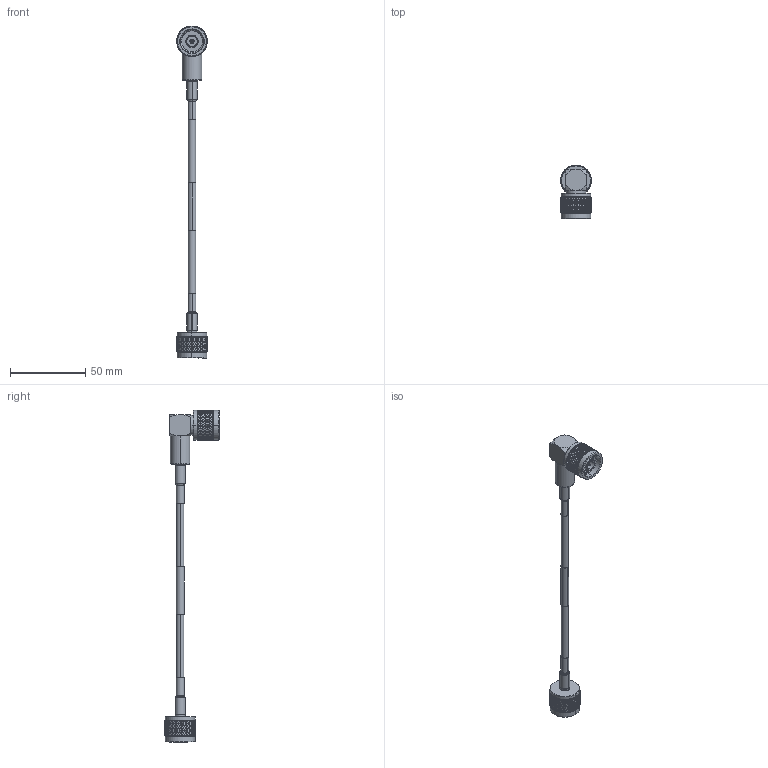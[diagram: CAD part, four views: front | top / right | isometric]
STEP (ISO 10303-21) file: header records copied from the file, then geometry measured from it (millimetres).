
FILE_DESCRIPTION (( 'STEP AP214' ), '1' );
FILE_NAME ('FMC00883_3D.step', '2023-02-06T16:19:58', ( '' ), ( '' ), 'SwSTEP 2.0', 'SolidWorks 2022', '' );
FILE_SCHEMA (( 'AUTOMOTIVE_DESIGN' ));
Length unit declared in the file: inch
Products named in the file (5): Part4^FMC00883; Copy of SC4263^FMC00883_SC 4263 -RG223; Copy of FMCN1384^FMC00883; FMC00883_3D; Copy of RG142^FMC00883
Assembly tree (4 placements, depth 2):
  FMC00883_3D
    Copy of FMCN1384^FMC00883
    Copy of SC4263^FMC00883_SC 4263 -RG223
    Copy of RG142^FMC00883
    Part4^FMC00883
Bounding box: 20.32 x 36 x 221.01 mm (x, y, z)
Volume: 16310.6 mm3; surface area: 14636.9 mm2
Topology: 8 solids, 8 shells, 5385 faces, 11433 edges, 6079 vertices
Faces by surface type: bspline 4113, cylinder 1113, plane 96, cone 53, torus 10
Entity records: 259419 total; most frequent: CARTESIAN_POINT 190012, ORIENTED_EDGE 22866, EDGE_CURVE 11433, VERTEX_POINT 6079, EDGE_LOOP 5410, FACE_OUTER_BOUND 5385, ADVANCED_FACE 5385, B_SPLINE_CURVE_WITH_KNOTS 4710
